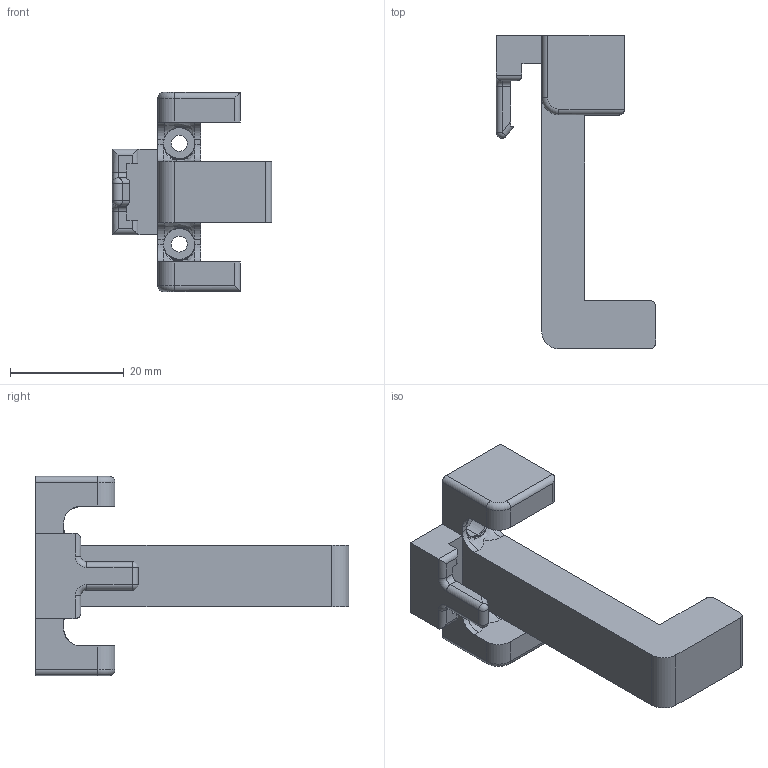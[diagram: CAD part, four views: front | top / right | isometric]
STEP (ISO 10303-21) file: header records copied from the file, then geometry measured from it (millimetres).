
FILE_DESCRIPTION (( 'STEP AP203' ), '1' );
FILE_NAME ('BatteryHolder5Vreg.STEP', '2024-10-09T13:29:26', ( '' ), ( '' ), 'SwSTEP 2.0', 'SolidWorks 2023', '' );
FILE_SCHEMA (( 'CONFIG_CONTROL_DESIGN' ));
Length unit declared in the file: millimetre
Products named in the file (1): BatteryHolder5Vreg
Bounding box: 28 x 55.1 x 35 mm (x, y, z)
Volume: 8905.8 mm3; surface area: 4858.6 mm2
Topology: 1 solids, 1 shells, 89 faces, 233 edges, 144 vertices
Faces by surface type: cylinder 40, plane 39, bspline 4, torus 4, sphere 2
Entity records: 3390 total; most frequent: CARTESIAN_POINT 1135, DIRECTION 465, ORIENTED_EDGE 458, EDGE_CURVE 229, AXIS2_PLACEMENT_3D 164, VERTEX_POINT 142, VECTOR 137, LINE 137
